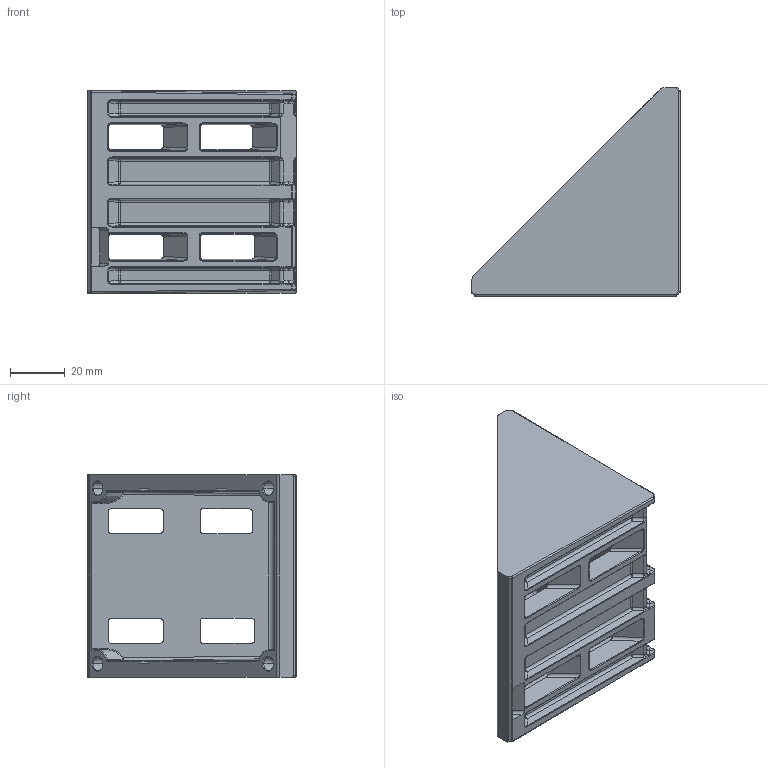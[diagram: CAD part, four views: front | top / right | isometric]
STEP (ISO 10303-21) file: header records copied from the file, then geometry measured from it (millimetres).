
FILE_DESCRIPTION (( 'STEP AP214' ), '1' );
FILE_NAME ('093w806.STEP', '2014-08-20T12:56:35', ( '' ), ( '' ), 'SwSTEP 2.0', 'SolidWorks 2014', '' );
FILE_SCHEMA (( 'AUTOMOTIVE_DESIGN' ));
Length unit declared in the file: millimetre
Products named in the file (1): 093w806
Bounding box: 76 x 76 x 74 mm (x, y, z)
Volume: 80483.8 mm3; surface area: 36923.8 mm2
Topology: 1 solids, 1 shells, 668 faces, 1607 edges, 920 vertices
Faces by surface type: cylinder 263, bspline 199, plane 132, sphere 42, cone 28, torus 4
Entity records: 22391 total; most frequent: CARTESIAN_POINT 8777, ORIENTED_EDGE 3166, DIRECTION 2542, EDGE_CURVE 1583, AXIS2_PLACEMENT_3D 955, VERTEX_POINT 920, EDGE_LOOP 687, ADVANCED_FACE 668
